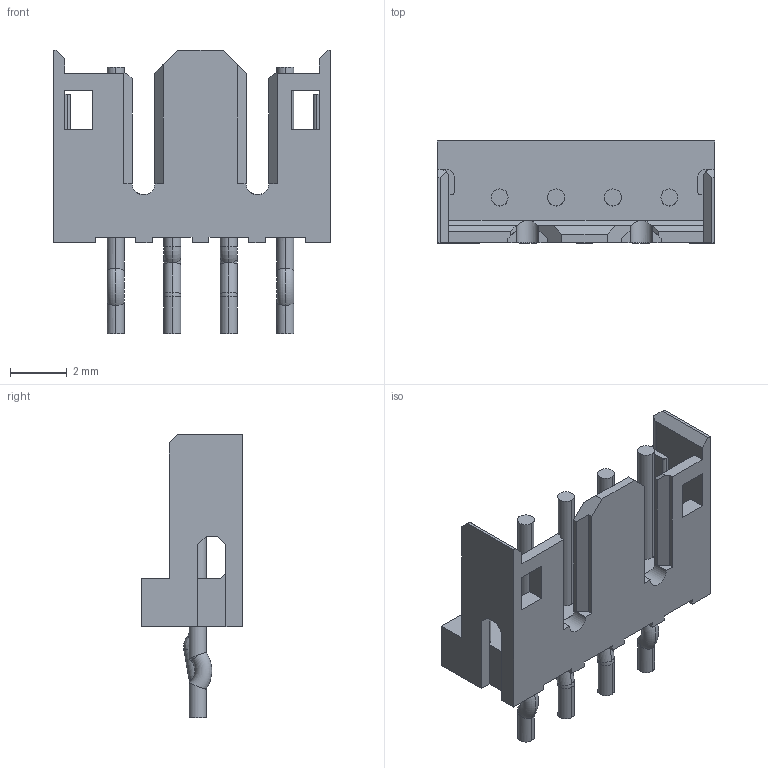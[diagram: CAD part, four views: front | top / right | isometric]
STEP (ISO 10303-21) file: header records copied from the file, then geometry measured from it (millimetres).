
FILE_DESCRIPTION(('STEP AP242'),'1');
FILE_NAME('292161-4.stp','2022-08-16T02:11:54',('TraceParts'),('TraceParts S.A.'),'Spatial InterOp 3D',' ',' ');
FILE_SCHEMA(('AP242_MANAGED_MODEL_BASED_3D_ENGINEERING_MIM_LF {1 0 10303 442 1 1 4}'));
Length unit declared in the file: millimetre
Products named in the file (1): 292161-4
Bounding box: 9.8 x 3.6 x 10 mm (x, y, z)
Volume: 91 mm3; surface area: 308.5 mm2
Topology: 1 solids, 1 shells, 149 faces, 402 edges, 253 vertices
Faces by surface type: plane 93, cylinder 36, torus 16, bspline 4
Entity records: 4823 total; most frequent: CARTESIAN_POINT 1073, ORIENTED_EDGE 796, DIRECTION 754, EDGE_CURVE 398, LINE 286, VECTOR 286, VERTEX_POINT 253, AXIS2_PLACEMENT_3D 234
